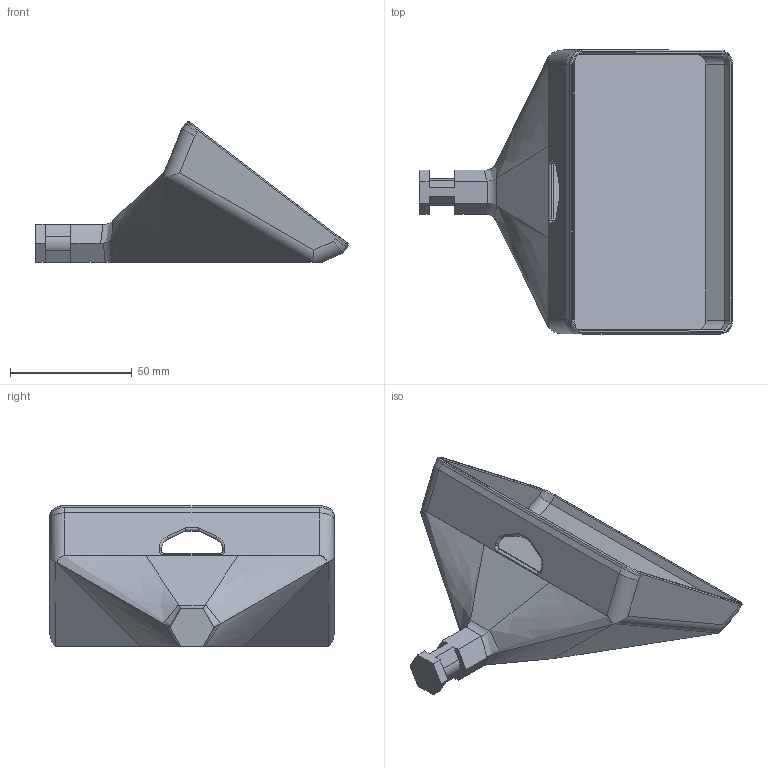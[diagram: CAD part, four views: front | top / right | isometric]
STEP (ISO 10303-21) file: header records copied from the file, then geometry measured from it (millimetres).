
FILE_DESCRIPTION(/* description */ (''),/* implementation_level */ '2;1');
FILE_NAME(/* name */ 'Stream Deck MK2 Magic Clamp Mount v3.step',/* time_stamp */ '2024-05-13T15:26:51-07:00',/* author */ (''),/* organization */ (''),/* preprocessor_version */ 'ST-DEVELOPER v20',/* originating_system */ 'Autodesk Translation Framework v12.20.1.177',/* authorisation */ '');
FILE_SCHEMA (('AUTOMOTIVE_DESIGN { 1 0 10303 214 3 1 1 }'));
Length unit declared in the file: millimetre
Products named in the file (2): Stream Deck MK2 Magic Clamp Mount; Component1
Assembly tree (1 placements, depth 2):
  Stream Deck MK2 Magic Clamp Mount
    Component1
Bounding box: 128.44 x 116.5 x 57.83 mm (x, y, z)
Volume: 168664.9 mm3; surface area: 42416 mm2
Topology: 2 solids, 2 shells, 112 faces, 290 edges, 182 vertices
Faces by surface type: plane 50, cylinder 38, bspline 12, torus 8, cone 4
Entity records: 3896 total; most frequent: CARTESIAN_POINT 1165, ORIENTED_EDGE 580, DIRECTION 530, EDGE_CURVE 290, VERTEX_POINT 182, AXIS2_PLACEMENT_3D 177, LINE 176, VECTOR 176
